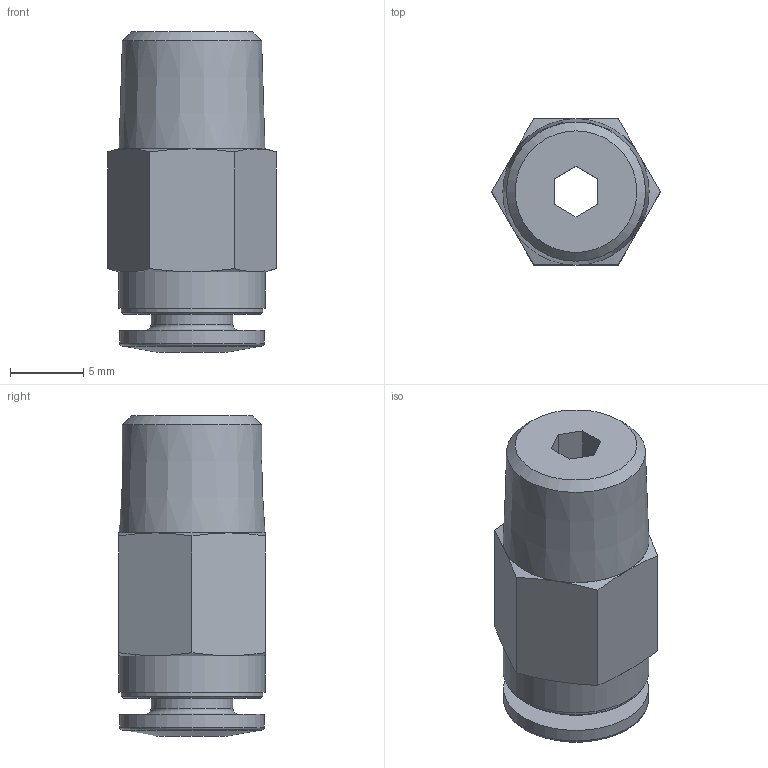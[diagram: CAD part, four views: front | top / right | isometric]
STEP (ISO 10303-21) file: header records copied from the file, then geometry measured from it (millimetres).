
FILE_DESCRIPTION(/* description */ ('STEP AP214'),/* implementation_level */ '2;1');
FILE_NAME(/* name */ '533214_QB-1_8-5_32-U-M',/* time_stamp */ '2024-09-14T01:28:45+02:00',/* author */ ('License CC BY-ND 4.0'),/* organization */ ('CADENAS'),/* preprocessor_version */ 'ST-DEVELOPER v19.3',/* originating_system */ 'PARTsolutions',/* authorisation */ ' ');
FILE_SCHEMA (('AUTOMOTIVE_DESIGN {1 0 10303 214 3 1 1}'));
Length unit declared in the file: millimetre
Products named in the file (1): 533214 QB-1/8-5/32-U-M
Bounding box: 11.55 x 10 x 21.9 mm (x, y, z)
Volume: 1409.9 mm3; surface area: 1179.2 mm2
Topology: 1 solids, 1 shells, 42 faces, 91 edges, 55 vertices
Faces by surface type: plane 18, cone 16, cylinder 5, torus 3
Full cylindrical faces by diameter (mm): 4.2 x1, 5.6 x1, 9.7 x1, 9.9 x1, 10 x1
Entity records: 1387 total; most frequent: CARTESIAN_POINT 243, DIRECTION 166, ORIENTED_EDGE 152, EDGE_CURVE 76, AXIS2_PLACEMENT_3D 71, EDGE_LOOP 60, FACE_BOUND 60, VERTEX_POINT 52
